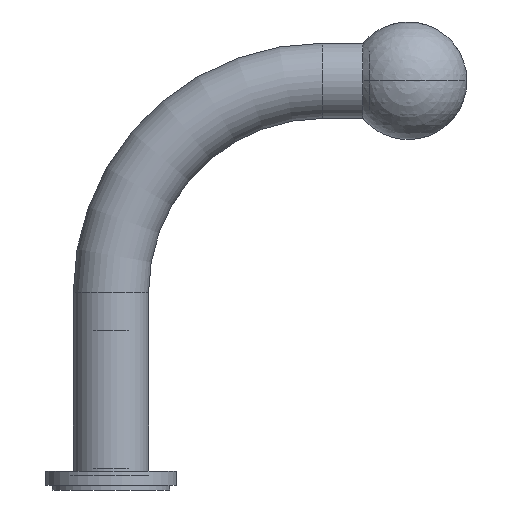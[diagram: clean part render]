
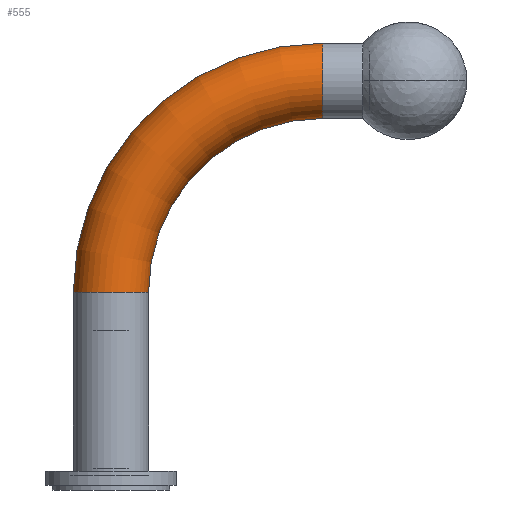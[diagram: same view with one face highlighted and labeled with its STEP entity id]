
A CAD part, front view. The second image highlights one B-rep face of the part: STEP entity #555.
In plain terms, the highlighted toroidal (fillet/blend) face has major radius 45 mm and minor radius 8 mm.
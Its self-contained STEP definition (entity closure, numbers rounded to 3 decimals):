
#437=CARTESIAN_POINT('',(0.,0.,38.));
#438=DIRECTION('',(0.,0.,-1.));
#439=DIRECTION('',(1.,0.,0.));
#440=AXIS2_PLACEMENT_3D('',#437,#438,#439);
#442=CARTESIAN_POINT('',(45.,0.,83.));
#443=DIRECTION('',(1.,0.,0.));
#444=DIRECTION('',(0.,0.,1.));
#445=AXIS2_PLACEMENT_3D('',#442,#443,#444);
#447=CARTESIAN_POINT('',(45.,0.,38.));
#448=DIRECTION('',(0.,-1.,0.));
#449=DIRECTION('',(0.,0.,1.));
#450=AXIS2_PLACEMENT_3D('',#447,#448,#449);
#462=CARTESIAN_POINT('',(45.,0.,38.));
#463=DIRECTION('',(0.,-1.,0.));
#464=DIRECTION('',(0.,0.,1.));
#465=AXIS2_PLACEMENT_3D('',#462,#463,#464);
#489=CARTESIAN_POINT('',(8.,0.,38.));
#490=VERTEX_POINT('',#489);
#491=CARTESIAN_POINT('',(-8.,0.,38.));
#492=VERTEX_POINT('',#491);
#493=CARTESIAN_POINT('',(45.,0.,91.));
#494=VERTEX_POINT('',#493);
#495=CARTESIAN_POINT('',(45.,0.,75.));
#496=VERTEX_POINT('',#495);
#541=CARTESIAN_POINT('',(45.,0.,38.));
#542=DIRECTION('',(0.,1.,0.));
#543=DIRECTION('',(1.,0.,0.));
#544=AXIS2_PLACEMENT_3D('',#541,#542,#543);
#545=TOROIDAL_SURFACE('',#544,45.,8.);
#546=ORIENTED_EDGE('',*,*,#534,.T.);
#548=ORIENTED_EDGE('',*,*,#547,.F.);
#550=ORIENTED_EDGE('',*,*,#549,.T.);
#552=ORIENTED_EDGE('',*,*,#551,.T.);
#553=EDGE_LOOP('',(#546,#548,#550,#552));
#554=FACE_OUTER_BOUND('',#553,.F.);
#555=ADVANCED_FACE('',(#554),#545,.T.);
#441=CIRCLE('',#440,8.);
#446=CIRCLE('',#445,8.);
#451=CIRCLE('',#450,37.);
#466=CIRCLE('',#465,53.);
#534=EDGE_CURVE('',#490,#492,#441,.T.);
#547=EDGE_CURVE('',#494,#492,#466,.T.);
#549=EDGE_CURVE('',#494,#496,#446,.T.);
#551=EDGE_CURVE('',#496,#490,#451,.T.);
